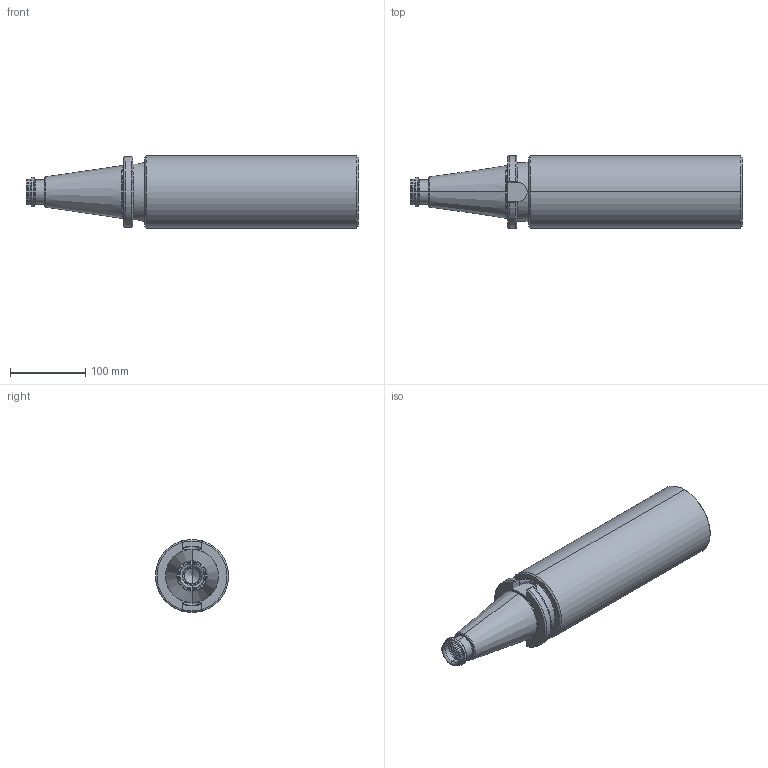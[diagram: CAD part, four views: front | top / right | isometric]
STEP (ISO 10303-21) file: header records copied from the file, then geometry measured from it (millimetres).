
FILE_DESCRIPTION (( 'STEP AP203' ), '1' );
FILE_NAME ('501.17.97.STEP', '2016-10-25T08:37:19', ( '' ), ( '' ), 'SwSTEP 2.0', 'SolidWorks 2012', '' );
FILE_SCHEMA (( 'CONFIG_CONTROL_DESIGN' ));
Length unit declared in the file: millimetre
Products named in the file (1): 501.17.97
Bounding box: 441.8 x 97 x 97 mm (x, y, z)
Volume: 2508156.6 mm3; surface area: 137781.7 mm2
Topology: 1 solids, 1 shells, 140 faces, 338 edges, 201 vertices
Faces by surface type: cylinder 53, torus 32, plane 28, cone 25, bspline 2
Entity records: 6303 total; most frequent: CARTESIAN_POINT 3101, ORIENTED_EDGE 668, DIRECTION 667, EDGE_CURVE 334, AXIS2_PLACEMENT_3D 273, VERTEX_POINT 201, EDGE_LOOP 145, ADVANCED_FACE 140
